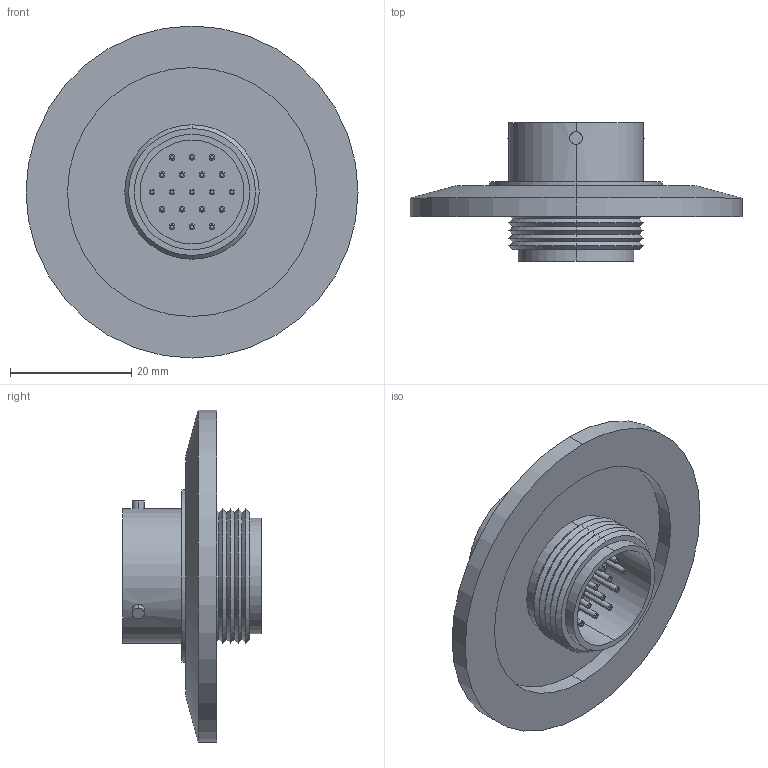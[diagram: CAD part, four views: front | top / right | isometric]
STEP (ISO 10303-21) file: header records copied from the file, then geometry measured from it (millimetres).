
FILE_DESCRIPTION (( 'STEP AP203' ), '1' );
FILE_NAME ('A8233-4-QF.STEP', '2013-04-12T12:36:38', ( '' ), ( '' ), 'SwSTEP 2.0', 'SolidWorks 2012', '' );
FILE_SCHEMA (( 'CONFIG_CONTROL_DESIGN' ));
Length unit declared in the file: inch
Products named in the file (1): A8233-4-QF
Bounding box: 54.86 x 22.87 x 54.86 mm (x, y, z)
Volume: 10075.3 mm3; surface area: 9297.6 mm2
Topology: 1 solids, 1 shells, 270 faces, 637 edges, 416 vertices
Faces by surface type: cylinder 103, bspline 76, plane 69, cone 22
Entity records: 8926 total; most frequent: CARTESIAN_POINT 2788, DIRECTION 1321, ORIENTED_EDGE 1274, EDGE_CURVE 637, AXIS2_PLACEMENT_3D 573, VERTEX_POINT 416, CIRCLE 378, EDGE_LOOP 317
